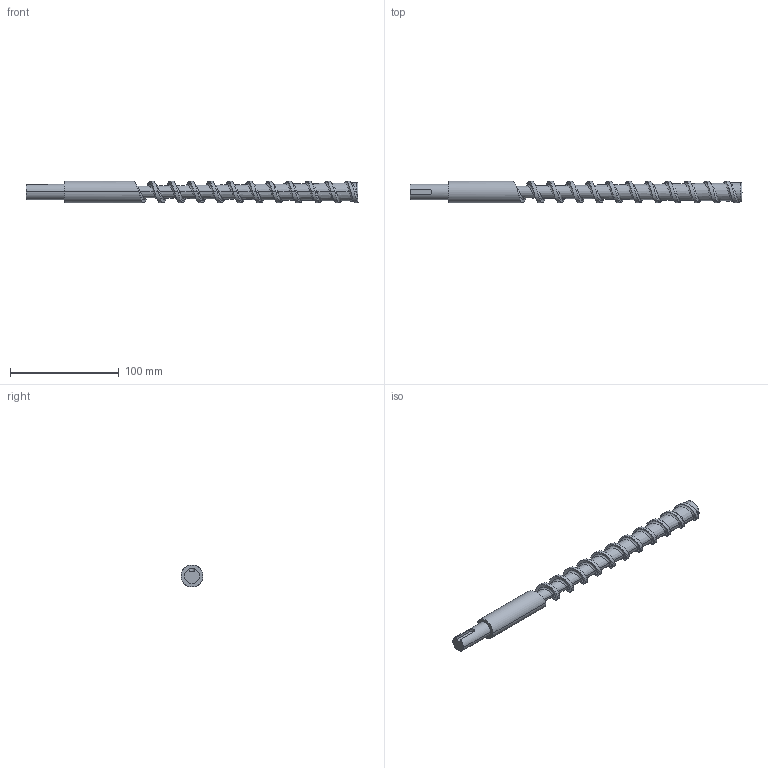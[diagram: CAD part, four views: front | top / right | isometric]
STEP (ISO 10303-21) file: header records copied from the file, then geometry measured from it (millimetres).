
FILE_DESCRIPTION((''),'2;1');
FILE_NAME('1-ZHOU','2019-07-19T',('Administrator'),(''),'PRO/ENGINEER BY PARAMETRIC TECHNOLOGY CORPORATION, 2014320','PRO/ENGINEER BY PARAMETRIC TECHNOLOGY CORPORATION, 2014320','');
FILE_SCHEMA(('CONFIG_CONTROL_DESIGN'));
Length unit declared in the file: millimetre
Products named in the file (1): 1-ZHOU
Bounding box: 305 x 20 x 20 mm (x, y, z)
Volume: 62409.7 mm3; surface area: 19078.2 mm2
Topology: 1 solids, 1 shells, 116 faces, 289 edges, 176 vertices
Faces by surface type: bspline 59, cylinder 26, cone 23, plane 7, torus 1
Entity records: 9043 total; most frequent: CARTESIAN_POINT 6767, ORIENTED_EDGE 578, DIRECTION 302, EDGE_CURVE 289, VERTEX_POINT 176, B_SPLINE_CURVE_WITH_KNOTS 163, AXIS2_PLACEMENT_3D 119, EDGE_LOOP 117
